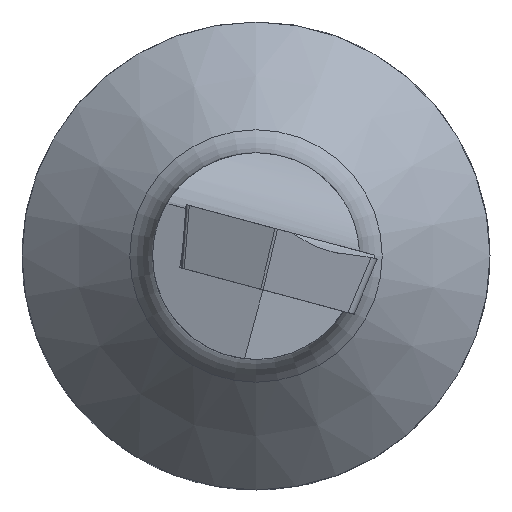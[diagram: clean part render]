
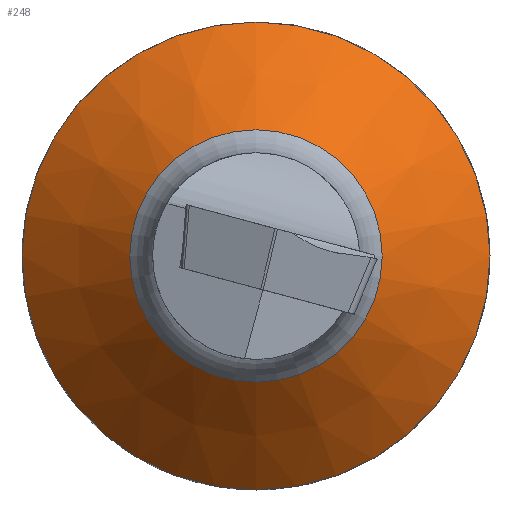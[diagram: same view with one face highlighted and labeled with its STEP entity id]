
A CAD part, left-side view. The second image highlights one B-rep face of the part: STEP entity #248.
In plain terms, the highlighted conical face has half-angle 45 degrees and reference radius 6 mm.
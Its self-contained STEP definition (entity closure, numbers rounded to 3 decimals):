
#206=CONICAL_SURFACE('',#723,6.,45.);
#232=FACE_BOUND('',#325,.T.);
#233=FACE_BOUND('',#326,.T.);
#240=CIRCLE('',#720,6.);
#241=CIRCLE('',#722,3.236);
#248=ADVANCED_FACE('',(#232,#233),#206,.T.);
#325=EDGE_LOOP('',(#391));
#326=EDGE_LOOP('',(#392));
#391=ORIENTED_EDGE('',*,*,#575,.T.);
#392=ORIENTED_EDGE('',*,*,#574,.F.);
#523=VERTEX_POINT('',#977);
#524=VERTEX_POINT('',#980);
#574=EDGE_CURVE('',#523,#523,#240,.T.);
#575=EDGE_CURVE('',#524,#524,#241,.T.);
#720=AXIS2_PLACEMENT_3D('',#976,#793,#794);
#722=AXIS2_PLACEMENT_3D('',#979,#797,#798);
#723=AXIS2_PLACEMENT_3D('',#981,#799,#800);
#793=DIRECTION('',(1.,0.,0.));
#794=DIRECTION('',(0.,0.,1.));
#797=DIRECTION('',(1.,0.,0.));
#798=DIRECTION('',(0.,0.,1.));
#799=DIRECTION('',(1.,0.,0.));
#800=DIRECTION('',(0.,0.,-1.));
#976=CARTESIAN_POINT('',(25.35,0.,0.));
#977=CARTESIAN_POINT('',(25.35,0.,6.));
#979=CARTESIAN_POINT('',(22.586,0.,0.));
#980=CARTESIAN_POINT('',(22.586,0.,3.236));
#981=CARTESIAN_POINT('',(25.35,0.,0.));
